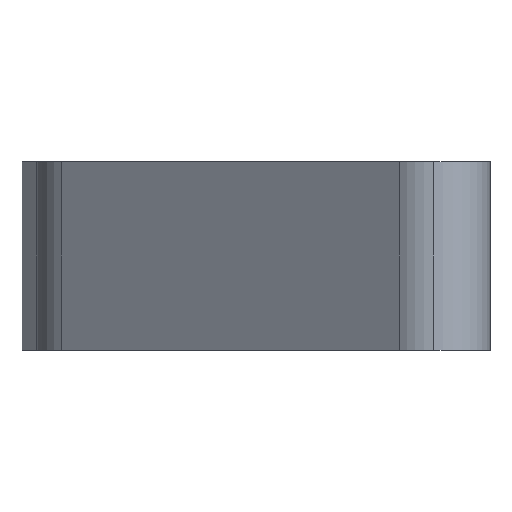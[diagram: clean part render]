
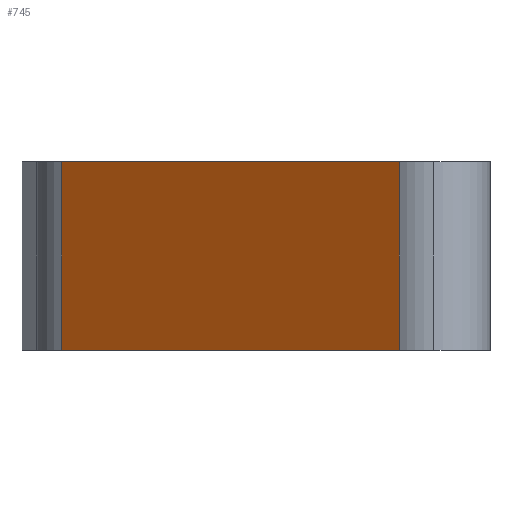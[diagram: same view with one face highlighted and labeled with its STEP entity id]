
A CAD part, left-side view. The second image highlights one B-rep face of the part: STEP entity #745.
In plain terms, the highlighted planar face has unit normal (-0.799, 0.602, 0).
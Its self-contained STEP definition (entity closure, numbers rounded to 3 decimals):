
#25 = CARTESIAN_POINT ( 'NONE',  ( -1.295, 1.403, 0. ) ) ;
#40 = DIRECTION ( 'NONE',  ( 0., 0., -1. ) ) ;
#51 = EDGE_CURVE ( 'NONE', #263, #378, #157, .T. ) ;
#70 = ORIENTED_EDGE ( 'NONE', *, *, #132, .F. ) ;
#88 = CARTESIAN_POINT ( 'NONE',  ( -1.295, 1.403, 0. ) ) ;
#91 = AXIS2_PLACEMENT_3D ( 'NONE', #292, #122, #720 ) ;
#92 = ORIENTED_EDGE ( 'NONE', *, *, #726, .T. ) ;
#122 = DIRECTION ( 'NONE',  ( -0.799, 0.602, 0. ) ) ;
#132 = EDGE_CURVE ( 'NONE', #378, #575, #684, .T. ) ;
#136 = VECTOR ( 'NONE', #628, 1000. ) ;
#138 = DIRECTION ( 'NONE',  ( 0., 0., -1. ) ) ;
#157 = LINE ( 'NONE', #367, #281 ) ;
#165 = VECTOR ( 'NONE', #503, 1000. ) ;
#174 = LINE ( 'NONE', #335, #456 ) ;
#204 = CARTESIAN_POINT ( 'NONE',  ( -1.295, 1.403, 5. ) ) ;
#239 = ORIENTED_EDGE ( 'NONE', *, *, #51, .F. ) ;
#250 = EDGE_CURVE ( 'NONE', #263, #550, #289, .T. ) ;
#263 = VERTEX_POINT ( 'NONE', #568 ) ;
#266 = EDGE_LOOP ( 'NONE', ( #70, #239, #433, #92 ) ) ;
#281 = VECTOR ( 'NONE', #138, 1000. ) ;
#289 = LINE ( 'NONE', #204, #136 ) ;
#292 = CARTESIAN_POINT ( 'NONE',  ( -1.295, 1.403, 5. ) ) ;
#320 = CARTESIAN_POINT ( 'NONE',  ( 5.449, 10.353, 5. ) ) ;
#335 = CARTESIAN_POINT ( 'NONE',  ( 5.449, 10.353, 5. ) ) ;
#367 = CARTESIAN_POINT ( 'NONE',  ( -1.295, 1.403, 5. ) ) ;
#378 = VERTEX_POINT ( 'NONE', #25 ) ;
#433 = ORIENTED_EDGE ( 'NONE', *, *, #250, .T. ) ;
#456 = VECTOR ( 'NONE', #40, 1000. ) ;
#472 = PLANE ( 'NONE',  #91 ) ;
#503 = DIRECTION ( 'NONE',  ( 0.602, 0.799, 0. ) ) ;
#510 = CARTESIAN_POINT ( 'NONE',  ( 5.449, 10.353, 0. ) ) ;
#550 = VERTEX_POINT ( 'NONE', #320 ) ;
#568 = CARTESIAN_POINT ( 'NONE',  ( -1.295, 1.403, 5. ) ) ;
#575 = VERTEX_POINT ( 'NONE', #510 ) ;
#628 = DIRECTION ( 'NONE',  ( 0.602, 0.799, 0. ) ) ;
#684 = LINE ( 'NONE', #88, #165 ) ;
#720 = DIRECTION ( 'NONE',  ( -0.602, -0.799, 0. ) ) ;
#723 = FACE_OUTER_BOUND ( 'NONE', #266, .T. ) ;
#726 = EDGE_CURVE ( 'NONE', #550, #575, #174, .T. ) ;
#745 = ADVANCED_FACE ( 'NONE', ( #723 ), #472, .T. ) ;
